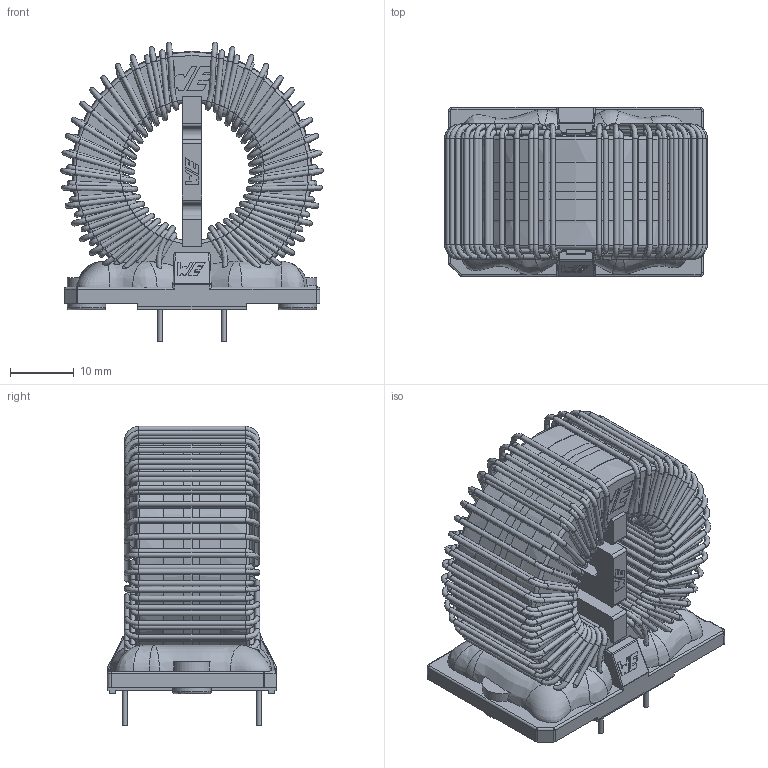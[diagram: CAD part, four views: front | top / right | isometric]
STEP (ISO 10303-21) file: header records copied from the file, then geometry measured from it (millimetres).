
FILE_DESCRIPTION(/* description */ ('Unknown'),/* implementation_level */ '2;1');
FILE_NAME(/* name */ '7448060535',/* time_stamp */ '2024-07-18T14:22:57+02:00',/* author */ ('Unknown'),/* organization */ ('Unknown'),/* preprocessor_version */ 'ST-DEVELOPER v19.4',/* originating_system */ 'Solid Edge',/* authorisation */ 'Unknown');
FILE_SCHEMA (('AUTOMOTIVE_DESIGN {1 0 10303 214 3 1 1}'));
Length unit declared in the file: millimetre
Products named in the file (9): 7448060535_Rev1; CASE-T3424-A_Rev1.1; CORE-342415_Rev1.1; CASE-T3424-B_Rev1.1; Tape; Coil; spacer-2320-1_Rev1.1; t36-base_Rev1.1; Glue
Assembly tree (8 placements, depth 2):
  7448060535_Rev1
    CASE-T3424-A_Rev1.1
    CORE-342415_Rev1.1
    CASE-T3424-B_Rev1.1
    Tape
    Coil
    spacer-2320-1_Rev1.1
    t36-base_Rev1.1
    Glue
Bounding box: 41.1 x 26.5 x 46.83 mm (x, y, z)
Volume: 20126.2 mm3; surface area: 34907.9 mm2
Topology: 13 solids, 13 shells, 1786 faces, 4184 edges, 2529 vertices
Faces by surface type: cylinder 664, plane 656, bspline 277, torus 123, cone 48, sphere 18
Full cylindrical faces by diameter (mm): 0.8 x324, 1 x8, 1.7 x16, 2.4 x8, 6 x2, 21.5 x1, 23.4 x2, 24 x1, 34 x1, 34.8 x2, 37.5 x1
Entity records: 104110 total; most frequent: CARTESIAN_POINT 67113, DIRECTION 6821, ORIENTED_EDGE 6270, EDGE_CURVE 3135, EDGE_LOOP 2799, FACE_BOUND 2799, AXIS2_PLACEMENT_3D 2791, VERTEX_POINT 2318
